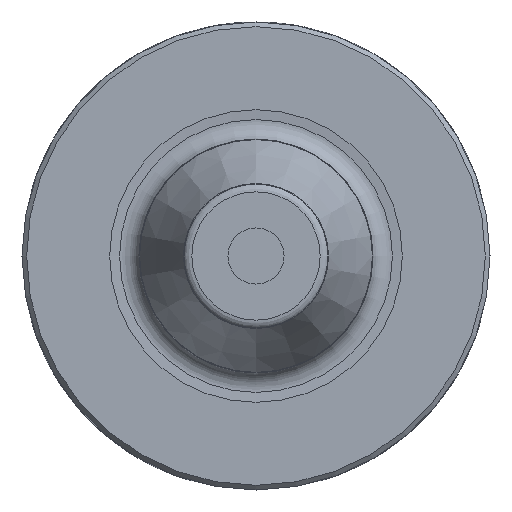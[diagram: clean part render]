
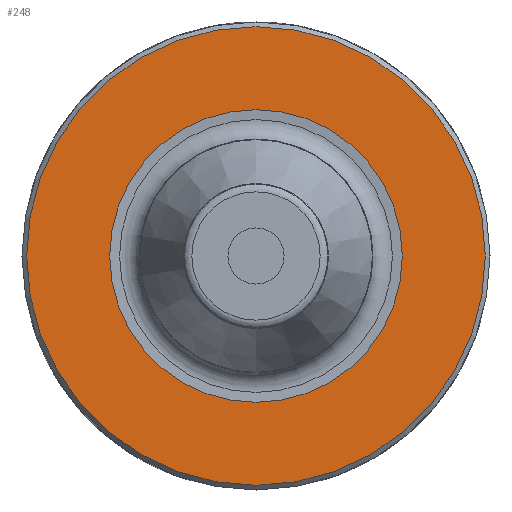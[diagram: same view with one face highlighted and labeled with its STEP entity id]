
A CAD part, left-side view. The second image highlights one B-rep face of the part: STEP entity #248.
In plain terms, the highlighted planar face has unit normal (-1, 0, 0).
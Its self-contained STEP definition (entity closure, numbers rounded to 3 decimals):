
#198=FACE_BOUND('',#364,.T.);
#199=FACE_BOUND('',#365,.T.);
#248=ADVANCED_FACE('',(#198,#199),#271,.F.);
#271=PLANE('',#780);
#364=EDGE_LOOP('',(#514));
#365=EDGE_LOOP('',(#515));
#514=ORIENTED_EDGE('',*,*,#667,.T.);
#515=ORIENTED_EDGE('',*,*,#666,.F.);
#589=VERTEX_POINT('',#1640);
#590=VERTEX_POINT('',#1643);
#666=EDGE_CURVE('',#589,#589,#694,.T.);
#667=EDGE_CURVE('',#590,#590,#695,.T.);
#694=CIRCLE('',#777,15.63);
#695=CIRCLE('',#779,24.5);
#777=AXIS2_PLACEMENT_3D('',#1639,#952,#953);
#779=AXIS2_PLACEMENT_3D('',#1642,#956,#957);
#780=AXIS2_PLACEMENT_3D('',#1644,#958,#959);
#952=DIRECTION('',(-1.,0.,0.));
#953=DIRECTION('',(0.,0.,-1.));
#956=DIRECTION('',(-1.,0.,0.));
#957=DIRECTION('',(0.,0.,-1.));
#958=DIRECTION('',(1.,0.,0.));
#959=DIRECTION('',(0.,0.,-1.));
#1639=CARTESIAN_POINT('',(30.,0.,0.));
#1640=CARTESIAN_POINT('',(30.,0.,-15.63));
#1642=CARTESIAN_POINT('',(30.,0.,0.));
#1643=CARTESIAN_POINT('',(30.,0.,-24.5));
#1644=CARTESIAN_POINT('',(30.,15.63,0.));
